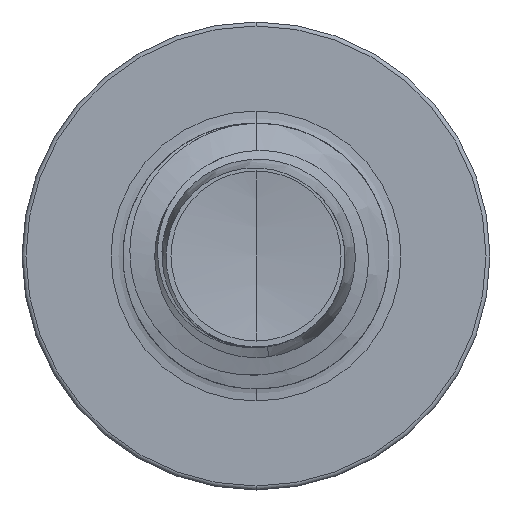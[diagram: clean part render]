
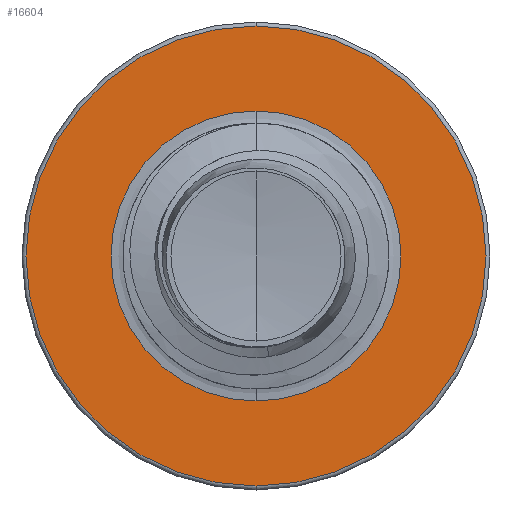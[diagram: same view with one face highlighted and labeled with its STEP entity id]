
A CAD part, front view. The second image highlights one B-rep face of the part: STEP entity #16604.
In plain terms, the highlighted planar face has unit normal (0, -1, 0).
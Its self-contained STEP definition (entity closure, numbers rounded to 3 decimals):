
#583 = DIRECTION ( 'NONE',  ( 0., 1., 0. ) ) ;
#678 = AXIS2_PLACEMENT_3D ( 'NONE', #6363, #19592, #8275 ) ;
#1920 = CARTESIAN_POINT ( 'NONE',  ( 0., 8.5, 0. ) ) ;
#3042 = EDGE_LOOP ( 'NONE', ( #18163, #15228 ) ) ;
#3413 = PLANE ( 'NONE',  #17897 ) ;
#3809 = DIRECTION ( 'NONE',  ( 0., 0., 1. ) ) ;
#3965 = EDGE_CURVE ( 'NONE', #19641, #9570, #21956, .T. ) ;
#6363 = CARTESIAN_POINT ( 'NONE',  ( 0., 8.5, 0. ) ) ;
#7402 = CARTESIAN_POINT ( 'NONE',  ( 0., 8.5, -1.363 ) ) ;
#7668 = DIRECTION ( 'NONE',  ( 0., 1., 0. ) ) ;
#8170 = CIRCLE ( 'NONE', #678, 1.363 ) ;
#8275 = DIRECTION ( 'NONE',  ( 0., 0., 1. ) ) ;
#8926 = CIRCLE ( 'NONE', #18354, 2.163 ) ;
#9315 = DIRECTION ( 'NONE',  ( 0., 1., 0. ) ) ;
#9570 = VERTEX_POINT ( 'NONE', #10059 ) ;
#10059 = CARTESIAN_POINT ( 'NONE',  ( 0., 8.5, 2.163 ) ) ;
#10166 = EDGE_LOOP ( 'NONE', ( #16148, #24166 ) ) ;
#10411 = CIRCLE ( 'NONE', #18023, 1.363 ) ;
#10890 = CARTESIAN_POINT ( 'NONE',  ( 0., 8.5, -2.162 ) ) ;
#11146 = VERTEX_POINT ( 'NONE', #12046 ) ;
#11580 = EDGE_CURVE ( 'NONE', #12055, #11146, #10411, .T. ) ;
#11886 = CARTESIAN_POINT ( 'NONE',  ( 0., 8.5, 0. ) ) ;
#12046 = CARTESIAN_POINT ( 'NONE',  ( 0., 8.5, -1.363 ) ) ;
#12055 = VERTEX_POINT ( 'NONE', #13821 ) ;
#13329 = EDGE_CURVE ( 'NONE', #9570, #19641, #8926, .T. ) ;
#13793 = DIRECTION ( 'NONE',  ( 0., 0., 1. ) ) ;
#13821 = CARTESIAN_POINT ( 'NONE',  ( 0., 8.5, 1.363 ) ) ;
#15128 = AXIS2_PLACEMENT_3D ( 'NONE', #18982, #7668, #20876 ) ;
#15146 = DIRECTION ( 'NONE',  ( 0., 1., 0. ) ) ;
#15228 = ORIENTED_EDGE ( 'NONE', *, *, #21394, .T. ) ;
#16148 = ORIENTED_EDGE ( 'NONE', *, *, #13329, .F. ) ;
#16604 = ADVANCED_FACE ( 'NONE', ( #22941, #22334 ), #3413, .F. ) ;
#17897 = AXIS2_PLACEMENT_3D ( 'NONE', #7402, #9315, #22508 ) ;
#18023 = AXIS2_PLACEMENT_3D ( 'NONE', #1920, #15146, #3809 ) ;
#18163 = ORIENTED_EDGE ( 'NONE', *, *, #11580, .T. ) ;
#18354 = AXIS2_PLACEMENT_3D ( 'NONE', #11886, #583, #13793 ) ;
#18982 = CARTESIAN_POINT ( 'NONE',  ( 0., 8.5, 0. ) ) ;
#19592 = DIRECTION ( 'NONE',  ( 0., 1., 0. ) ) ;
#19641 = VERTEX_POINT ( 'NONE', #10890 ) ;
#20876 = DIRECTION ( 'NONE',  ( 0., 0., 1. ) ) ;
#21394 = EDGE_CURVE ( 'NONE', #11146, #12055, #8170, .T. ) ;
#21956 = CIRCLE ( 'NONE', #15128, 2.163 ) ;
#22334 = FACE_BOUND ( 'NONE', #3042, .T. ) ;
#22508 = DIRECTION ( 'NONE',  ( 0., 0., 1. ) ) ;
#22941 = FACE_OUTER_BOUND ( 'NONE', #10166, .T. ) ;
#24166 = ORIENTED_EDGE ( 'NONE', *, *, #3965, .F. ) ;
